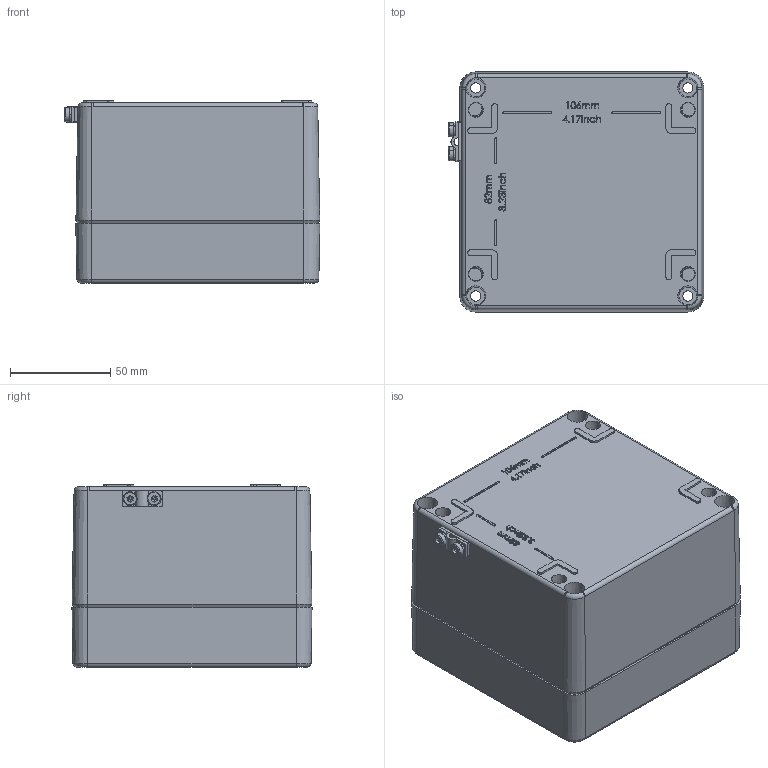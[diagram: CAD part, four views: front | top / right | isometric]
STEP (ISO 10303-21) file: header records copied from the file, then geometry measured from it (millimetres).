
FILE_DESCRIPTION(('FreeCAD Model'),'2;1');
FILE_NAME('GBAEX012212090.step', '2026-03-27T11:46:01',('Author'),(''), 'Open CASCADE STEP processor 7.3','FreeCAD','Unknown');
FILE_SCHEMA(('AUTOMOTIVE_DESIGN { 1 0 10303 214 1 1 1 1 }'));
Length unit declared in the file: millimetre
Products named in the file (4): GBAEX012212090; ALU_BASE_12212090; ALU_LID_12212090; M4_DOUBLE_EARTHING
Assembly tree (3 placements, depth 2):
  GBAEX012212090
    ALU_BASE_12212090
    ALU_LID_12212090
    M4_DOUBLE_EARTHING
Bounding box: 127.81 x 120 x 91 mm (x, y, z)
Volume: 351153.4 mm3; surface area: 158185.7 mm2
Topology: 2 solids, 11 shells, 1175 faces, 3836 edges, 5379 vertices
Faces by surface type: plane 466, cylinder 291, bspline 190, cone 155, torus 69, revolution 4
Entity records: 64307 total; most frequent: CARTESIAN_POINT 30978, ORIENTED_EDGE 5840, DIRECTION 5746, EDGE_CURVE 2953, LINE 2014, VECTOR 2014, VERTEX_POINT 1891, AXIS2_PLACEMENT_3D 1864
